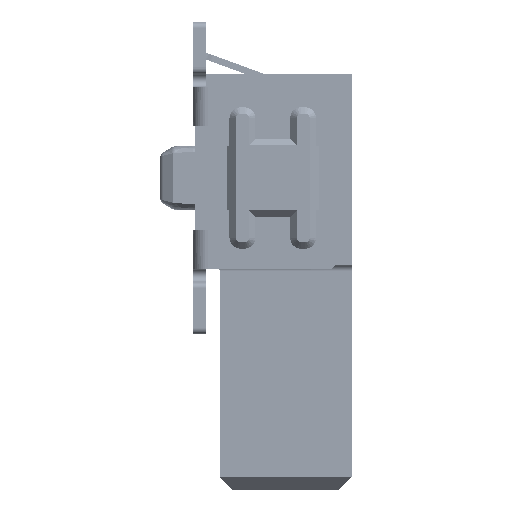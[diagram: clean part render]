
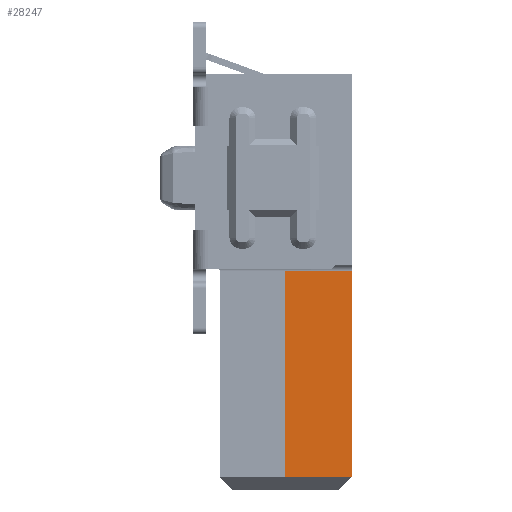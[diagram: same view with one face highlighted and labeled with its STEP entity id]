
A CAD part, left-side view. The second image highlights one B-rep face of the part: STEP entity #28247.
In plain terms, the highlighted planar face has unit normal (-1, 0, 0).
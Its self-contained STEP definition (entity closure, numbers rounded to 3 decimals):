
#1087=PLANE('',#30171);
#2615=FACE_OUTER_BOUND('',#4199,.T.);
#4199=EDGE_LOOP('',(#22523,#22524,#22525,#22526));
#5901=LINE('',#40911,#9515);
#6866=LINE('',#42885,#10480);
#6869=LINE('',#42889,#10483);
#6870=LINE('',#42890,#10484);
#9515=VECTOR('',#33184,4.75);
#10480=VECTOR('',#34759,4.75);
#10483=VECTOR('',#34764,1.55);
#10484=VECTOR('',#34765,1.55);
#13463=VERTEX_POINT('',#40908);
#13464=VERTEX_POINT('',#40910);
#14157=VERTEX_POINT('',#42883);
#14158=VERTEX_POINT('',#42884);
#16303=EDGE_CURVE('',#13463,#13464,#5901,.T.);
#17290=EDGE_CURVE('',#14157,#14158,#6866,.T.);
#17293=EDGE_CURVE('',#13463,#14157,#6869,.T.);
#17294=EDGE_CURVE('',#14158,#13464,#6870,.T.);
#22523=ORIENTED_EDGE('',*,*,#16303,.F.);
#22524=ORIENTED_EDGE('',*,*,#17293,.T.);
#22525=ORIENTED_EDGE('',*,*,#17290,.T.);
#22526=ORIENTED_EDGE('',*,*,#17294,.T.);
#28247=ADVANCED_FACE('',(#2615),#1087,.T.);
#30171=AXIS2_PLACEMENT_3D('',#42888,#34762,#34763);
#33184=DIRECTION('',(0.,0.,-1.));
#34759=DIRECTION('',(0.,0.,-1.));
#34762=DIRECTION('center_axis',(-1.,0.,0.));
#34763=DIRECTION('ref_axis',(0.,0.,1.));
#34764=DIRECTION('',(0.,1.,0.));
#34765=DIRECTION('',(0.,-1.,0.));
#40908=CARTESIAN_POINT('',(-22.465,-1.525,5.05));
#40910=CARTESIAN_POINT('',(-22.465,-1.525,0.3));
#40911=CARTESIAN_POINT('',(-22.465,-1.525,5.2));
#42883=CARTESIAN_POINT('',(-22.465,0.025,5.05));
#42884=CARTESIAN_POINT('',(-22.465,0.025,0.3));
#42885=CARTESIAN_POINT('',(-22.465,0.025,5.2));
#42888=CARTESIAN_POINT('Origin',(-22.465,0.025,5.2));
#42889=CARTESIAN_POINT('',(-22.465,0.025,5.05));
#42890=CARTESIAN_POINT('',(-22.465,-1.525,0.3));
